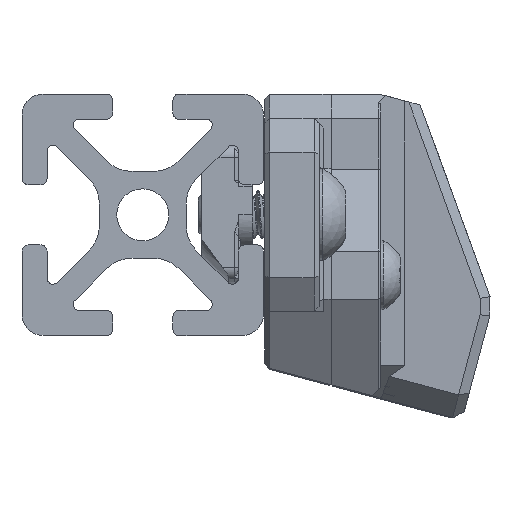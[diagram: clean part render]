
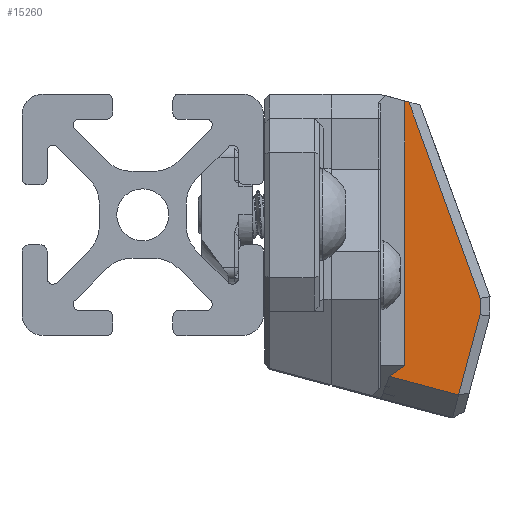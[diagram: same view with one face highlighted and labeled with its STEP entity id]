
A CAD part, left-side view. The second image highlights one B-rep face of the part: STEP entity #15260.
In plain terms, the highlighted planar face has unit normal (-0.998, -0.037, -0.05).
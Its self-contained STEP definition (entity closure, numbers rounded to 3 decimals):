
#2106=FACE_OUTER_BOUND('',#3002,.T.);
#3002=EDGE_LOOP('',(#11723,#11724,#11725,#11726,#11727,#11728,#11729,#11730));
#4095=LINE('',#22000,#5315);
#4102=LINE('',#22013,#5322);
#4196=LINE('',#22284,#5416);
#4357=LINE('',#23100,#5577);
#4358=LINE('',#23102,#5578);
#4359=LINE('',#23103,#5579);
#4360=LINE('',#23105,#5580);
#4361=LINE('',#23106,#5581);
#5315=VECTOR('',#18373,10.);
#5322=VECTOR('',#18382,10.);
#5416=VECTOR('',#18532,10.);
#5577=VECTOR('',#18849,10.);
#5578=VECTOR('',#18850,10.);
#5579=VECTOR('',#18851,10.);
#5580=VECTOR('',#18852,10.);
#5581=VECTOR('',#18853,10.);
#6402=VERTEX_POINT('',#21997);
#6403=VERTEX_POINT('',#21999);
#6408=VERTEX_POINT('',#22011);
#6487=VERTEX_POINT('',#22283);
#6625=VERTEX_POINT('',#23098);
#6626=VERTEX_POINT('',#23099);
#6627=VERTEX_POINT('',#23101);
#6628=VERTEX_POINT('',#23104);
#8139=EDGE_CURVE('',#6402,#6403,#4095,.T.);
#8146=EDGE_CURVE('',#6408,#6402,#4102,.T.);
#8252=EDGE_CURVE('',#6487,#6403,#4196,.T.);
#8467=EDGE_CURVE('',#6625,#6626,#4357,.T.);
#8468=EDGE_CURVE('',#6625,#6627,#4358,.F.);
#8469=EDGE_CURVE('',#6487,#6627,#4359,.T.);
#8470=EDGE_CURVE('',#6628,#6408,#4360,.T.);
#8471=EDGE_CURVE('',#6626,#6628,#4361,.T.);
#11723=ORIENTED_EDGE('',*,*,#8467,.F.);
#11724=ORIENTED_EDGE('',*,*,#8468,.T.);
#11725=ORIENTED_EDGE('',*,*,#8469,.F.);
#11726=ORIENTED_EDGE('',*,*,#8252,.T.);
#11727=ORIENTED_EDGE('',*,*,#8139,.F.);
#11728=ORIENTED_EDGE('',*,*,#8146,.F.);
#11729=ORIENTED_EDGE('',*,*,#8470,.F.);
#11730=ORIENTED_EDGE('',*,*,#8471,.F.);
#14691=PLANE('',#16369);
#15260=ADVANCED_FACE('',(#2106),#14691,.T.);
#16369=AXIS2_PLACEMENT_3D('',#23097,#18847,#18848);
#18373=DIRECTION('',(-0.049,0.965,0.259));
#18382=DIRECTION('',(0.004,0.763,-0.646));
#18532=DIRECTION('',(-0.002,0.821,-0.57));
#18847=DIRECTION('center_axis',(-0.998,-0.037,
-0.05));
#18848=DIRECTION('ref_axis',(0.047,0.087,-0.995));
#18849=DIRECTION('',(0.06,-0.341,-0.938));
#18850=DIRECTION('',(0.049,-0.965,-0.259));
#18851=DIRECTION('',(-0.05,0.,0.999));
#18852=DIRECTION('',(0.039,0.259,-0.965));
#18853=DIRECTION('',(0.05,0.015,-0.999));
#21997=CARTESIAN_POINT('',(-16.922,-61.061,5.079));
#21999=CARTESIAN_POINT('',(-17.212,-55.327,6.616));
#22000=CARTESIAN_POINT('',(-17.114,-57.274,6.094));
#22011=CARTESIAN_POINT('',(-16.922,-61.062,5.08));
#22013=CARTESIAN_POINT('',(-16.925,-61.601,5.536));
#22283=CARTESIAN_POINT('',(-17.209,-56.599,7.499));
#22284=CARTESIAN_POINT('',(-17.205,-58.608,8.894));
#23097=CARTESIAN_POINT('Origin',(-17.187,-60.624,10.028));
#23098=CARTESIAN_POINT('',(-18.295,-56.943,29.344));
#23099=CARTESIAN_POINT('',(-17.258,-62.861,13.084));
#23100=CARTESIAN_POINT('',(-17.373,-62.204,14.891));
#23101=CARTESIAN_POINT('',(-18.313,-56.599,29.437));
#23102=CARTESIAN_POINT('',(-17.96,-63.578,27.566));
#23103=CARTESIAN_POINT('',(-17.502,-56.599,13.308));
#23104=CARTESIAN_POINT('',(-17.19,-62.841,11.719));
#23105=CARTESIAN_POINT('',(-17.085,-62.14,9.104));
#23106=CARTESIAN_POINT('',(-17.151,-62.829,10.921));
